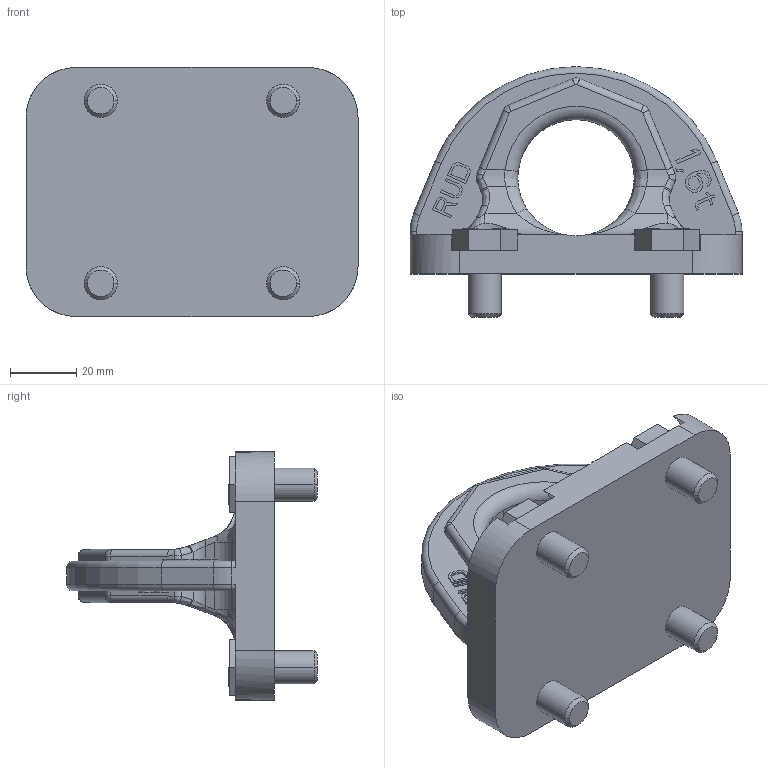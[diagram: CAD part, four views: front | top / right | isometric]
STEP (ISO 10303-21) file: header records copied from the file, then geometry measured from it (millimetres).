
FILE_DESCRIPTION((''),'2;1');
FILE_NAME('001-M35145-P-2','2019-02-22T',('anja.joas'),(''),'PRO/ENGINEER BY PARAMETRIC TECHNOLOGY CORPORATION, 2011490','PRO/ENGINEER BY PARAMETRIC TECHNOLOGY CORPORATION, 2011490','');
FILE_SCHEMA(('CONFIG_CONTROL_DESIGN'));
Length unit declared in the file: millimetre
Products named in the file (1): 001-M35145-P-2
Bounding box: 100 x 75.5 x 75 mm (x, y, z)
Volume: 124334.1 mm3; surface area: 30477.3 mm2
Topology: 1 solids, 1 shells, 1143 faces, 3136 edges, 2064 vertices
Faces by surface type: plane 1009, cylinder 80, bspline 38, torus 8, cone 8
Entity records: 37146 total; most frequent: CARTESIAN_POINT 8183, ORIENTED_EDGE 6272, DIRECTION 5464, EDGE_CURVE 3136, VECTOR 2874, LINE 2874, VERTEX_POINT 2064, AXIS2_PLACEMENT_3D 1295
